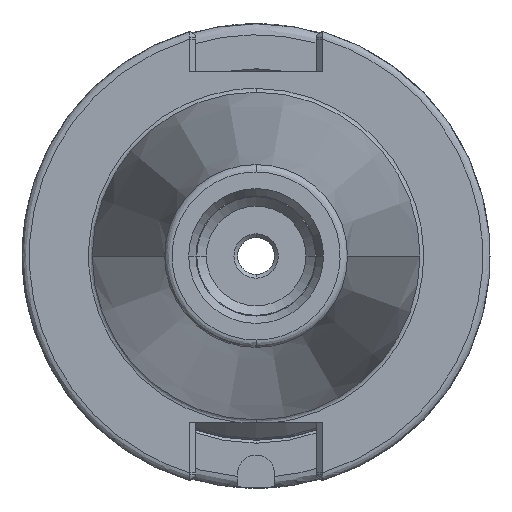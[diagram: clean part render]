
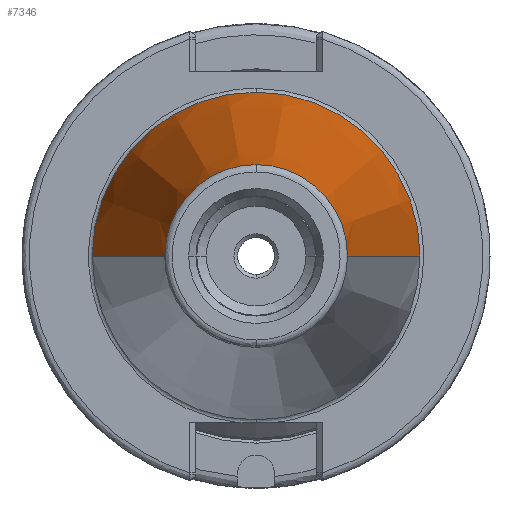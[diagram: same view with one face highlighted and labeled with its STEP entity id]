
A CAD part, left-side view. The second image highlights one B-rep face of the part: STEP entity #7346.
In plain terms, the highlighted conical face has half-angle 8.297 degrees and reference radius 22.225 mm.
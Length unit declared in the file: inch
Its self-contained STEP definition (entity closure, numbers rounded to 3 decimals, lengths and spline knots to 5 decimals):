
#117 = CIRCLE ( 'NONE', #354, 0.875 ) ;
#234 = DIRECTION ( 'NONE',  ( 0., 1., 0. ) ) ;
#275 = DIRECTION ( 'NONE',  ( 0., 1., 0. ) ) ;
#354 = AXIS2_PLACEMENT_3D ( 'NONE', #14232, #8503, #7118 ) ;
#412 = VERTEX_POINT ( 'NONE', #5152 ) ;
#807 = VECTOR ( 'NONE', #7024, 39.37008 ) ;
#1030 = VERTEX_POINT ( 'NONE', #6784 ) ;
#1177 = CARTESIAN_POINT ( 'NONE',  ( -2.65277, 0.48814, 0. ) ) ;
#1434 = DIRECTION ( 'NONE',  ( 0., 1., 0. ) ) ;
#1553 = CIRCLE ( 'NONE', #8655, 0.48814 ) ;
#2053 = ORIENTED_EDGE ( 'NONE', *, *, #14844, .T. ) ;
#2261 = DIRECTION ( 'NONE',  ( 0.99, -0.144, 0. ) ) ;
#2790 = CONICAL_SURFACE ( 'NONE', #7692, 0.875, 0.145 ) ;
#3120 = DIRECTION ( 'NONE',  ( 1., 0., 0. ) ) ;
#3195 = EDGE_CURVE ( 'NONE', #11237, #1030, #8254, .T. ) ;
#3938 = CARTESIAN_POINT ( 'NONE',  ( 0., -0.875, 0. ) ) ;
#4064 = AXIS2_PLACEMENT_3D ( 'NONE', #14767, #3120, #1434 ) ;
#4076 = ORIENTED_EDGE ( 'NONE', *, *, #3195, .F. ) ;
#4505 = CARTESIAN_POINT ( 'NONE',  ( -2.65277, 0., 0.48814 ) ) ;
#5042 = FACE_OUTER_BOUND ( 'NONE', #10109, .T. ) ;
#5152 = CARTESIAN_POINT ( 'NONE',  ( -2.65277, -0.48814, 0. ) ) ;
#5158 = EDGE_CURVE ( 'NONE', #11237, #8369, #1553, .T. ) ;
#6190 = DIRECTION ( 'NONE',  ( 1., 0., 0. ) ) ;
#6777 = VECTOR ( 'NONE', #2261, 39.37008 ) ;
#6784 = CARTESIAN_POINT ( 'NONE',  ( 0., 0.875, 0. ) ) ;
#7024 = DIRECTION ( 'NONE',  ( 0.99, 0.144, 0. ) ) ;
#7118 = DIRECTION ( 'NONE',  ( 0., 1., 0. ) ) ;
#7344 = EDGE_CURVE ( 'NONE', #11939, #1030, #117, .T. ) ;
#7346 = ADVANCED_FACE ( 'NONE', ( #5042 ), #2790, .T. ) ;
#7692 = AXIS2_PLACEMENT_3D ( 'NONE', #14081, #6190, #234 ) ;
#8254 = LINE ( 'NONE', #12910, #807 ) ;
#8321 = DIRECTION ( 'NONE',  ( 1., 0., 0. ) ) ;
#8369 = VERTEX_POINT ( 'NONE', #4505 ) ;
#8503 = DIRECTION ( 'NONE',  ( -1., 0., 0. ) ) ;
#8655 = AXIS2_PLACEMENT_3D ( 'NONE', #9537, #8321, #275 ) ;
#8764 = ORIENTED_EDGE ( 'NONE', *, *, #7344, .T. ) ;
#9526 = LINE ( 'NONE', #14194, #6777 ) ;
#9537 = CARTESIAN_POINT ( 'NONE',  ( -2.65277, 0., 0. ) ) ;
#9935 = CIRCLE ( 'NONE', #4064, 0.48814 ) ;
#10109 = EDGE_LOOP ( 'NONE', ( #11470, #2053, #13513, #8764, #4076 ) ) ;
#11237 = VERTEX_POINT ( 'NONE', #1177 ) ;
#11470 = ORIENTED_EDGE ( 'NONE', *, *, #5158, .T. ) ;
#11939 = VERTEX_POINT ( 'NONE', #3938 ) ;
#12910 = CARTESIAN_POINT ( 'NONE',  ( 0., 0.875, 0. ) ) ;
#13513 = ORIENTED_EDGE ( 'NONE', *, *, #15026, .T. ) ;
#14081 = CARTESIAN_POINT ( 'NONE',  ( 0., 0., 0. ) ) ;
#14194 = CARTESIAN_POINT ( 'NONE',  ( 0., -0.875, 0. ) ) ;
#14232 = CARTESIAN_POINT ( 'NONE',  ( 0., 0., 0. ) ) ;
#14767 = CARTESIAN_POINT ( 'NONE',  ( -2.65277, 0., 0. ) ) ;
#14844 = EDGE_CURVE ( 'NONE', #8369, #412, #9935, .T. ) ;
#15026 = EDGE_CURVE ( 'NONE', #412, #11939, #9526, .T. ) ;
